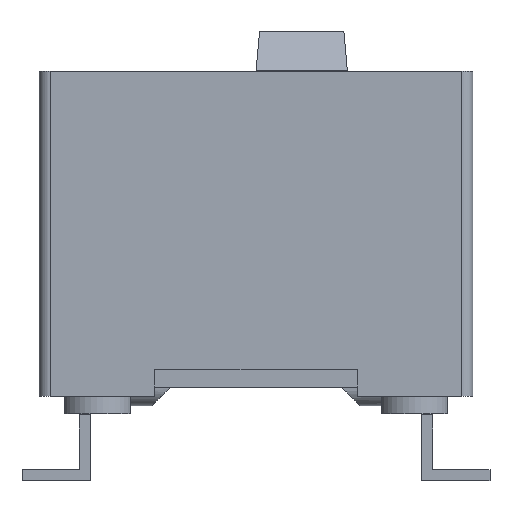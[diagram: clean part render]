
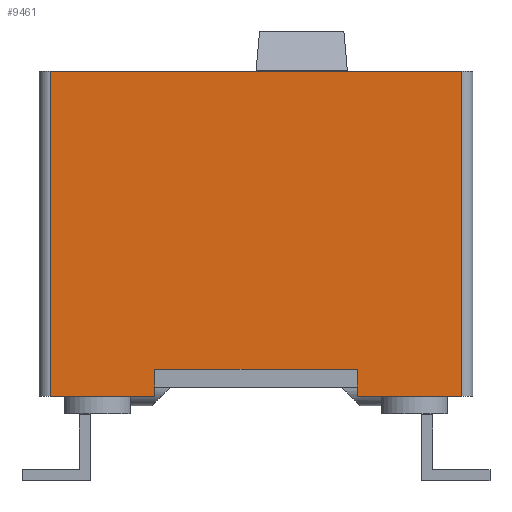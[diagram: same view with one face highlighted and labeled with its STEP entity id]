
A CAD part, left-side view. The second image highlights one B-rep face of the part: STEP entity #9461.
In plain terms, the highlighted planar face has unit normal (-1, 0, 0).
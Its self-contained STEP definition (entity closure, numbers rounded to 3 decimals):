
#207 = DIRECTION ( 'NONE',  ( 0., -1., 0. ) ) ;
#473 = LINE ( 'NONE', #4087, #2840 ) ;
#630 = DIRECTION ( 'NONE',  ( 0., -1., 0. ) ) ;
#689 = CARTESIAN_POINT ( 'NONE',  ( 0., -0.25, 0. ) ) ;
#703 = EDGE_LOOP ( 'NONE', ( #3774, #14189, #12148, #11802, #6800, #11524, #2525, #2398, #1570, #10371 ) ) ;
#1361 = LINE ( 'NONE', #6049, #8736 ) ;
#1570 = ORIENTED_EDGE ( 'NONE', *, *, #7255, .T. ) ;
#1768 = VECTOR ( 'NONE', #3172, 1000. ) ;
#2060 = CARTESIAN_POINT ( 'NONE',  ( 0., -7.076, -6.639 ) ) ;
#2127 = DIRECTION ( 'NONE',  ( 0., 0., -1. ) ) ;
#2141 = EDGE_CURVE ( 'NONE', #12812, #11070, #14855, .T. ) ;
#2398 = ORIENTED_EDGE ( 'NONE', *, *, #9550, .F. ) ;
#2525 = ORIENTED_EDGE ( 'NONE', *, *, #13666, .F. ) ;
#2840 = VECTOR ( 'NONE', #5387, 1000. ) ;
#3172 = DIRECTION ( 'NONE',  ( 0., 0., 1. ) ) ;
#3435 = EDGE_CURVE ( 'NONE', #5881, #9919, #1361, .T. ) ;
#3552 = EDGE_CURVE ( 'NONE', #12846, #5881, #4583, .T. ) ;
#3647 = CARTESIAN_POINT ( 'NONE',  ( 0., -7.076, -7.239 ) ) ;
#3667 = LINE ( 'NONE', #8351, #14281 ) ;
#3767 = CARTESIAN_POINT ( 'NONE',  ( 0., -0.25, 0. ) ) ;
#3774 = ORIENTED_EDGE ( 'NONE', *, *, #9884, .F. ) ;
#3929 = DIRECTION ( 'NONE',  ( 0., -1., 0. ) ) ;
#3987 = VECTOR ( 'NONE', #6873, 1000. ) ;
#4029 = EDGE_CURVE ( 'NONE', #9919, #12812, #14760, .T. ) ;
#4075 = EDGE_CURVE ( 'NONE', #12846, #10386, #473, .T. ) ;
#4087 = CARTESIAN_POINT ( 'NONE',  ( 0., -2.576, -6.639 ) ) ;
#4271 = VERTEX_POINT ( 'NONE', #8748 ) ;
#4314 = DIRECTION ( 'NONE',  ( 0., 0., 1. ) ) ;
#4555 = CARTESIAN_POINT ( 'NONE',  ( 0., -0.25, -7.239 ) ) ;
#4583 = LINE ( 'NONE', #6954, #12161 ) ;
#5387 = DIRECTION ( 'NONE',  ( 0., 1., 0. ) ) ;
#5575 = CARTESIAN_POINT ( 'NONE',  ( 0., -2.576, -6.639 ) ) ;
#5610 = CARTESIAN_POINT ( 'NONE',  ( 0., -0.25, -7.239 ) ) ;
#5715 = VECTOR ( 'NONE', #5847, 1000. ) ;
#5847 = DIRECTION ( 'NONE',  ( 0., -1., 0. ) ) ;
#5881 = VERTEX_POINT ( 'NONE', #3647 ) ;
#6049 = CARTESIAN_POINT ( 'NONE',  ( 0., -0.25, -7.239 ) ) ;
#6577 = VERTEX_POINT ( 'NONE', #3767 ) ;
#6800 = ORIENTED_EDGE ( 'NONE', *, *, #4029, .T. ) ;
#6873 = DIRECTION ( 'NONE',  ( 0., 0., -1. ) ) ;
#6954 = CARTESIAN_POINT ( 'NONE',  ( 0., -7.076, -6.639 ) ) ;
#7255 = EDGE_CURVE ( 'NONE', #8696, #8636, #14069, .T. ) ;
#7688 = CARTESIAN_POINT ( 'NONE',  ( 0., -0.25, -7.239 ) ) ;
#7700 = VECTOR ( 'NONE', #4314, 1000. ) ;
#7749 = CARTESIAN_POINT ( 'NONE',  ( 0., -1.295, -7.239 ) ) ;
#8351 = CARTESIAN_POINT ( 'NONE',  ( 0., -0.25, -7.239 ) ) ;
#8636 = VERTEX_POINT ( 'NONE', #7749 ) ;
#8696 = VERTEX_POINT ( 'NONE', #13754 ) ;
#8736 = VECTOR ( 'NONE', #207, 1000. ) ;
#8748 = CARTESIAN_POINT ( 'NONE',  ( 0., -2.576, -7.239 ) ) ;
#8749 = LINE ( 'NONE', #689, #13726 ) ;
#9001 = CARTESIAN_POINT ( 'NONE',  ( 0., -9.402, -7.239 ) ) ;
#9461 = ADVANCED_FACE ( 'NONE', ( #10904 ), #11058, .T. ) ;
#9550 = EDGE_CURVE ( 'NONE', #8696, #6577, #13839, .T. ) ;
#9790 = CARTESIAN_POINT ( 'NONE',  ( 0., -2.576, -6.639 ) ) ;
#9884 = EDGE_CURVE ( 'NONE', #10386, #4271, #10244, .T. ) ;
#9919 = VERTEX_POINT ( 'NONE', #14397 ) ;
#10053 = CARTESIAN_POINT ( 'NONE',  ( 0., -0.25, -7.239 ) ) ;
#10244 = LINE ( 'NONE', #5575, #3987 ) ;
#10325 = CARTESIAN_POINT ( 'NONE',  ( 0., -9.402, -7.239 ) ) ;
#10371 = ORIENTED_EDGE ( 'NONE', *, *, #14857, .T. ) ;
#10380 = AXIS2_PLACEMENT_3D ( 'NONE', #10053, #11135, #630 ) ;
#10386 = VERTEX_POINT ( 'NONE', #9790 ) ;
#10904 = FACE_OUTER_BOUND ( 'NONE', #703, .T. ) ;
#10929 = VECTOR ( 'NONE', #3929, 1000. ) ;
#11058 = PLANE ( 'NONE',  #10380 ) ;
#11070 = VERTEX_POINT ( 'NONE', #14155 ) ;
#11135 = DIRECTION ( 'NONE',  ( -1., 0., 0. ) ) ;
#11524 = ORIENTED_EDGE ( 'NONE', *, *, #2141, .T. ) ;
#11802 = ORIENTED_EDGE ( 'NONE', *, *, #3435, .T. ) ;
#12148 = ORIENTED_EDGE ( 'NONE', *, *, #3552, .T. ) ;
#12161 = VECTOR ( 'NONE', #2127, 1000. ) ;
#12272 = DIRECTION ( 'NONE',  ( 0., -1., 0. ) ) ;
#12812 = VERTEX_POINT ( 'NONE', #10325 ) ;
#12846 = VERTEX_POINT ( 'NONE', #2060 ) ;
#13038 = DIRECTION ( 'NONE',  ( 0., -1., 0. ) ) ;
#13666 = EDGE_CURVE ( 'NONE', #6577, #11070, #8749, .T. ) ;
#13726 = VECTOR ( 'NONE', #12272, 1000. ) ;
#13754 = CARTESIAN_POINT ( 'NONE',  ( 0., -0.25, -7.239 ) ) ;
#13839 = LINE ( 'NONE', #5610, #7700 ) ;
#14069 = LINE ( 'NONE', #4555, #5715 ) ;
#14155 = CARTESIAN_POINT ( 'NONE',  ( 0., -9.402, 0. ) ) ;
#14189 = ORIENTED_EDGE ( 'NONE', *, *, #4075, .F. ) ;
#14281 = VECTOR ( 'NONE', #13038, 1000. ) ;
#14397 = CARTESIAN_POINT ( 'NONE',  ( 0., -8.357, -7.239 ) ) ;
#14760 = LINE ( 'NONE', #7688, #10929 ) ;
#14855 = LINE ( 'NONE', #9001, #1768 ) ;
#14857 = EDGE_CURVE ( 'NONE', #8636, #4271, #3667, .T. ) ;
